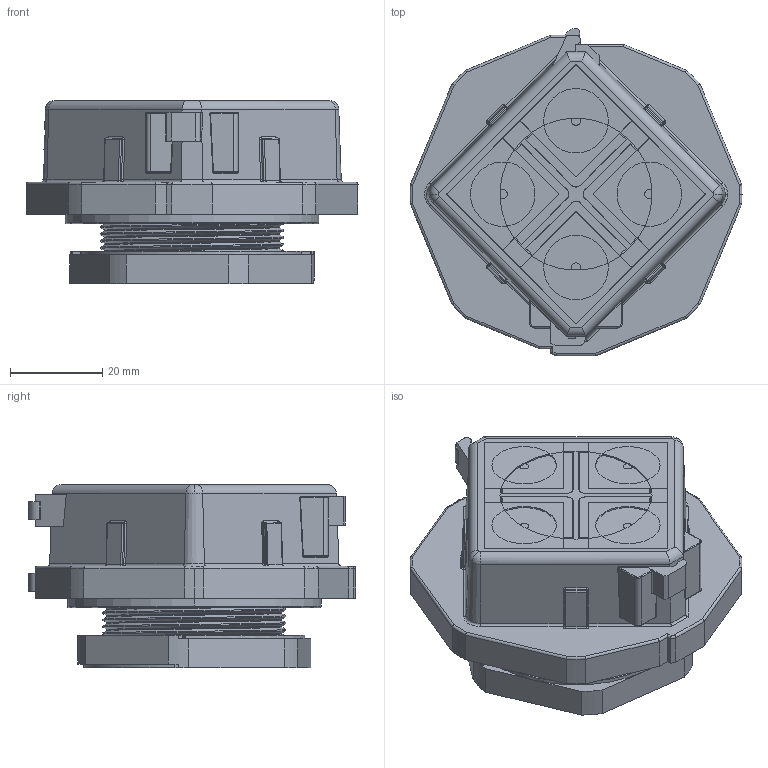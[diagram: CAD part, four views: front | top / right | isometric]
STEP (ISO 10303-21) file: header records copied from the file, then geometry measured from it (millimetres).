
FILE_DESCRIPTION (( 'STEP AP214' ), '1' );
FILE_NAME ('28613_4_KDS-KV_M40.stp', '2017-09-07T11:01:55', ( '' ), ( '' ), 'SwSTEP 2.0', 'SolidWorks 2015', '' );
FILE_SCHEMA (( 'AUTOMOTIVE_DESIGN' ));
Length unit declared in the file: millimetre
Products named in the file (6): 28613_4_KDS-KV_M40; KDS-Inlay 4 neutral; KDS-DE neutral; KDS-DEG neutral; KDS-GM 40 neutral
Assembly tree (8 placements, depth 2):
  28613_4_KDS-KV_M40
    28613_4_KDS-KV_M40
    KDS-GM 40 neutral
    KDS-DEG neutral
    KDS-DE neutral  x4
    KDS-Inlay 4 neutral
Bounding box: 72 x 70.99 x 39.7 mm (x, y, z)
Volume: 98758.9 mm3; surface area: 41804.3 mm2
Topology: 8 solids, 8 shells, 774 faces, 1986 edges, 1259 vertices
Faces by surface type: plane 339, cylinder 320, bspline 62, torus 32, cone 11, sphere 10
Entity records: 35041 total; most frequent: CARTESIAN_POINT 17210, ORIENTED_EDGE 3540, DIRECTION 3223, EDGE_CURVE 1770, VERTEX_POINT 1115, AXIS2_PLACEMENT_3D 1094, VECTOR 1035, LINE 1035
